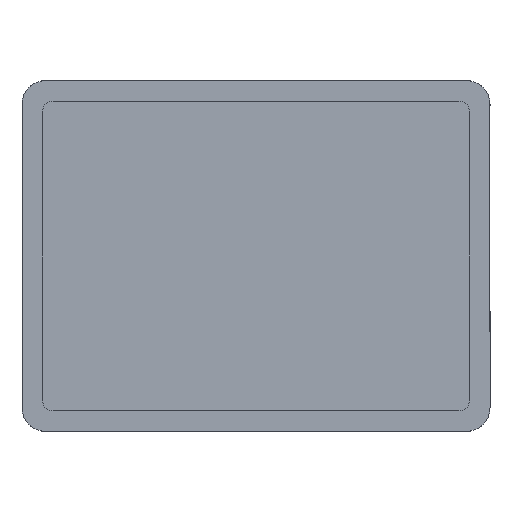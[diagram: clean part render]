
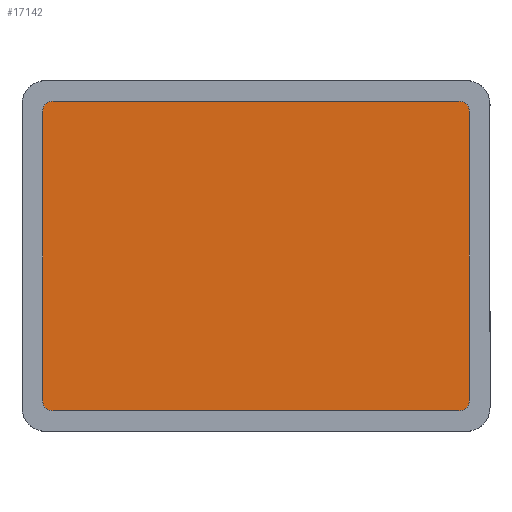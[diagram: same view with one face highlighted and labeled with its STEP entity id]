
A CAD part, front view. The second image highlights one B-rep face of the part: STEP entity #17142.
In plain terms, the highlighted planar face has unit normal (0, -1, 0).
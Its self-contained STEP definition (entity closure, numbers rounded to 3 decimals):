
#19 = EDGE_CURVE ( 'NONE', #18555, #4428, #524, .T. ) ;
#306 = AXIS2_PLACEMENT_3D ( 'NONE', #15645, #19026, #14271 ) ;
#524 = LINE ( 'NONE', #1991, #1417 ) ;
#987 = DIRECTION ( 'NONE',  ( 0., 1., 0. ) ) ;
#1417 = VECTOR ( 'NONE', #13328, 1000. ) ;
#1876 = CARTESIAN_POINT ( 'NONE',  ( -173., 0., 123. ) ) ;
#1991 = CARTESIAN_POINT ( 'NONE',  ( 182., 0., 123. ) ) ;
#3184 = DIRECTION ( 'NONE',  ( 1., 0., 0. ) ) ;
#3339 = DIRECTION ( 'NONE',  ( 0., 1., 0. ) ) ;
#3354 = AXIS2_PLACEMENT_3D ( 'NONE', #4055, #10486, #15417 ) ;
#3593 = CARTESIAN_POINT ( 'NONE',  ( -182., 0., 123. ) ) ;
#4013 = VERTEX_POINT ( 'NONE', #18714 ) ;
#4055 = CARTESIAN_POINT ( 'NONE',  ( 173., 0., 123. ) ) ;
#4428 = VERTEX_POINT ( 'NONE', #4504 ) ;
#4432 = DIRECTION ( 'NONE',  ( 0., 0., 1. ) ) ;
#4504 = CARTESIAN_POINT ( 'NONE',  ( 182., 0., -123. ) ) ;
#4635 = EDGE_CURVE ( 'NONE', #4013, #11260, #16079, .T. ) ;
#4797 = ORIENTED_EDGE ( 'NONE', *, *, #4635, .F. ) ;
#5020 = ORIENTED_EDGE ( 'NONE', *, *, #18548, .F. ) ;
#5286 = EDGE_CURVE ( 'NONE', #4428, #8365, #14125, .T. ) ;
#5707 = CIRCLE ( 'NONE', #3354, 9. ) ;
#6089 = VECTOR ( 'NONE', #3184, 1000. ) ;
#6125 = ORIENTED_EDGE ( 'NONE', *, *, #7828, .F. ) ;
#6841 = ORIENTED_EDGE ( 'NONE', *, *, #9653, .F. ) ;
#6873 = VERTEX_POINT ( 'NONE', #20639 ) ;
#7147 = ORIENTED_EDGE ( 'NONE', *, *, #12026, .F. ) ;
#7396 = FACE_OUTER_BOUND ( 'NONE', #8674, .T. ) ;
#7681 = VECTOR ( 'NONE', #19402, 1000. ) ;
#7828 = EDGE_CURVE ( 'NONE', #8365, #8954, #16144, .T. ) ;
#8365 = VERTEX_POINT ( 'NONE', #12916 ) ;
#8674 = EDGE_LOOP ( 'NONE', ( #6841, #6125, #18674, #18099, #7147, #5020, #4797, #12715 ) ) ;
#8954 = VERTEX_POINT ( 'NONE', #12662 ) ;
#9653 = EDGE_CURVE ( 'NONE', #8954, #13775, #10711, .T. ) ;
#10486 = DIRECTION ( 'NONE',  ( 0., 1., 0. ) ) ;
#10555 = PLANE ( 'NONE',  #14101 ) ;
#10711 = CIRCLE ( 'NONE', #306, 9. ) ;
#10794 = CARTESIAN_POINT ( 'NONE',  ( -182., 0., -123. ) ) ;
#10870 = CARTESIAN_POINT ( 'NONE',  ( -173., 0., 132. ) ) ;
#11260 = VERTEX_POINT ( 'NONE', #12776 ) ;
#11687 = AXIS2_PLACEMENT_3D ( 'NONE', #12432, #20660, #4432 ) ;
#12026 = EDGE_CURVE ( 'NONE', #6873, #18555, #5707, .T. ) ;
#12432 = CARTESIAN_POINT ( 'NONE',  ( 173., 0., -123. ) ) ;
#12662 = CARTESIAN_POINT ( 'NONE',  ( -173., 0., -132. ) ) ;
#12715 = ORIENTED_EDGE ( 'NONE', *, *, #18576, .F. ) ;
#12776 = CARTESIAN_POINT ( 'NONE',  ( -173., 0., 132. ) ) ;
#12916 = CARTESIAN_POINT ( 'NONE',  ( 173., 0., -132. ) ) ;
#13328 = DIRECTION ( 'NONE',  ( 0., 0., -1. ) ) ;
#13775 = VERTEX_POINT ( 'NONE', #10794 ) ;
#14101 = AXIS2_PLACEMENT_3D ( 'NONE', #15082, #987, #17075 ) ;
#14125 = CIRCLE ( 'NONE', #11687, 9. ) ;
#14271 = DIRECTION ( 'NONE',  ( 0., 0., 1. ) ) ;
#14282 = DIRECTION ( 'NONE',  ( 0., 0., 1. ) ) ;
#14639 = DIRECTION ( 'NONE',  ( 0., 0., 1. ) ) ;
#15082 = CARTESIAN_POINT ( 'NONE',  ( -173., 0., -123. ) ) ;
#15417 = DIRECTION ( 'NONE',  ( 0., 0., 1. ) ) ;
#15645 = CARTESIAN_POINT ( 'NONE',  ( -173., 0., -123. ) ) ;
#15696 = CARTESIAN_POINT ( 'NONE',  ( 182., 0., 123. ) ) ;
#16079 = CIRCLE ( 'NONE', #20459, 9. ) ;
#16144 = LINE ( 'NONE', #19518, #7681 ) ;
#17075 = DIRECTION ( 'NONE',  ( 0., 0., 1. ) ) ;
#17142 = ADVANCED_FACE ( 'NONE', ( #7396 ), #10555, .F. ) ;
#18099 = ORIENTED_EDGE ( 'NONE', *, *, #19, .F. ) ;
#18548 = EDGE_CURVE ( 'NONE', #11260, #6873, #20765, .T. ) ;
#18555 = VERTEX_POINT ( 'NONE', #15696 ) ;
#18576 = EDGE_CURVE ( 'NONE', #13775, #4013, #19806, .T. ) ;
#18674 = ORIENTED_EDGE ( 'NONE', *, *, #5286, .F. ) ;
#18714 = CARTESIAN_POINT ( 'NONE',  ( -182., 0., 123. ) ) ;
#19026 = DIRECTION ( 'NONE',  ( 0., 1., 0. ) ) ;
#19402 = DIRECTION ( 'NONE',  ( -1., 0., 0. ) ) ;
#19518 = CARTESIAN_POINT ( 'NONE',  ( -173., 0., -132. ) ) ;
#19550 = VECTOR ( 'NONE', #14639, 1000. ) ;
#19806 = LINE ( 'NONE', #3593, #19550 ) ;
#20459 = AXIS2_PLACEMENT_3D ( 'NONE', #1876, #3339, #14282 ) ;
#20639 = CARTESIAN_POINT ( 'NONE',  ( 173., 0., 132. ) ) ;
#20660 = DIRECTION ( 'NONE',  ( 0., 1., 0. ) ) ;
#20765 = LINE ( 'NONE', #10870, #6089 ) ;
